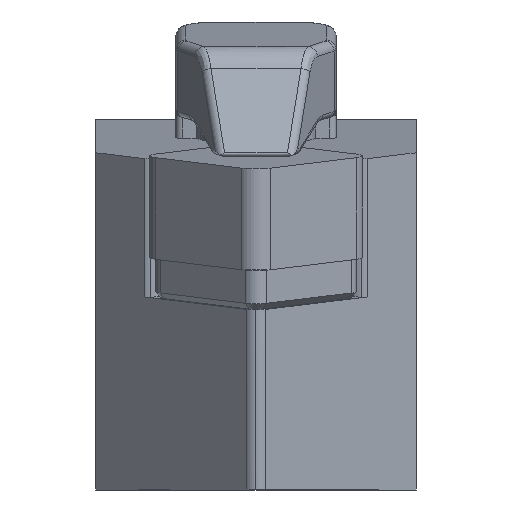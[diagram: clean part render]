
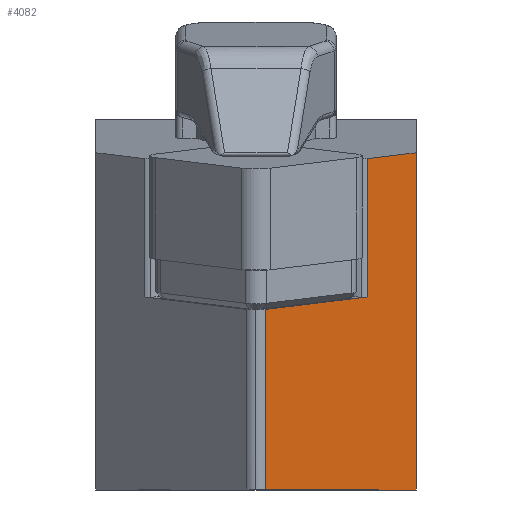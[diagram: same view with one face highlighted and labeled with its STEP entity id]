
A CAD part, left-side view. The second image highlights one B-rep face of the part: STEP entity #4082.
In plain terms, the highlighted planar face has unit normal (-0.702, -0.707, -0.086).
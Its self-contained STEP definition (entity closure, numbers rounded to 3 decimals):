
#21 = VERTEX_POINT ( 'NONE', #5652 ) ;
#277 = DIRECTION ( 'NONE',  ( -0.702, 0.707, -0.086 ) ) ;
#359 = VECTOR ( 'NONE', #277, 1000. ) ;
#395 = CARTESIAN_POINT ( 'NONE',  ( -101.254, 16.691, -15.5 ) ) ;
#437 = VERTEX_POINT ( 'NONE', #6787 ) ;
#491 = ORIENTED_EDGE ( 'NONE', *, *, #6006, .F. ) ;
#736 = VECTOR ( 'NONE', #6627, 1000. ) ;
#826 = EDGE_CURVE ( 'NONE', #7300, #2095, #1171, .T. ) ;
#908 = CARTESIAN_POINT ( 'NONE',  ( -100.261, 13.986, -1.398 ) ) ;
#977 = CARTESIAN_POINT ( 'NONE',  ( -92.315, 5.981, -0.423 ) ) ;
#1171 = LINE ( 'NONE', #2619, #359 ) ;
#1556 = EDGE_CURVE ( 'NONE', #21, #437, #5124, .T. ) ;
#1687 = LINE ( 'NONE', #3102, #736 ) ;
#1905 = VECTOR ( 'NONE', #3354, 1000. ) ;
#2095 = VERTEX_POINT ( 'NONE', #3439 ) ;
#2266 = DIRECTION ( 'NONE',  ( 0.122, 0., -0.993 ) ) ;
#2438 = VECTOR ( 'NONE', #6999, 1000. ) ;
#2608 = VECTOR ( 'NONE', #2266, 1000. ) ;
#2619 = CARTESIAN_POINT ( 'NONE',  ( -102.745, 15.152, 9.258 ) ) ;
#2670 = DIRECTION ( 'NONE',  ( -0.702, 0.707, -0.086 ) ) ;
#2947 = PLANE ( 'NONE',  #5385 ) ;
#3003 = ORIENTED_EDGE ( 'NONE', *, *, #4695, .T. ) ;
#3102 = CARTESIAN_POINT ( 'NONE',  ( -126.892, 13.986, 215.498 ) ) ;
#3354 = DIRECTION ( 'NONE',  ( -0.71, 0.704, 0. ) ) ;
#3439 = CARTESIAN_POINT ( 'NONE',  ( -93.641, 5.981, 10.376 ) ) ;
#3489 = VECTOR ( 'NONE', #2670, 1000. ) ;
#4050 = LINE ( 'NONE', #6973, #2438 ) ;
#4068 = CARTESIAN_POINT ( 'NONE',  ( -89.881, 2.193, 10.838 ) ) ;
#4082 = ADVANCED_FACE ( 'NONE', ( #6926 ), #2947, .F. ) ;
#4204 = LINE ( 'NONE', #6550, #2608 ) ;
#4329 = DIRECTION ( 'NONE',  ( -0.71, 0.704, 0. ) ) ;
#4401 = VERTEX_POINT ( 'NONE', #977 ) ;
#4695 = EDGE_CURVE ( 'NONE', #6401, #437, #1687, .T. ) ;
#4792 = ORIENTED_EDGE ( 'NONE', *, *, #1556, .F. ) ;
#4903 = CARTESIAN_POINT ( 'NONE',  ( -126.892, 13.986, 215.498 ) ) ;
#4932 = DIRECTION ( 'NONE',  ( 0.702, 0.707, 0.086 ) ) ;
#5124 = LINE ( 'NONE', #395, #1905 ) ;
#5249 = ORIENTED_EDGE ( 'NONE', *, *, #6862, .T. ) ;
#5385 = AXIS2_PLACEMENT_3D ( 'NONE', #4903, #4932, #4329 ) ;
#5652 = CARTESIAN_POINT ( 'NONE',  ( -86.648, 2.193, -15.5 ) ) ;
#5669 = LINE ( 'NONE', #6827, #3489 ) ;
#5772 = EDGE_CURVE ( 'NONE', #4401, #6401, #5669, .T. ) ;
#5956 = ORIENTED_EDGE ( 'NONE', *, *, #5772, .T. ) ;
#6006 = EDGE_CURVE ( 'NONE', #7300, #21, #4204, .T. ) ;
#6070 = ORIENTED_EDGE ( 'NONE', *, *, #826, .T. ) ;
#6401 = VERTEX_POINT ( 'NONE', #908 ) ;
#6550 = CARTESIAN_POINT ( 'NONE',  ( -115.187, 2.193, 216.936 ) ) ;
#6627 = DIRECTION ( 'NONE',  ( 0.122, 0., -0.993 ) ) ;
#6787 = CARTESIAN_POINT ( 'NONE',  ( -98.529, 13.986, -15.5 ) ) ;
#6827 = CARTESIAN_POINT ( 'NONE',  ( -100.261, 13.986, -1.398 ) ) ;
#6862 = EDGE_CURVE ( 'NONE', #2095, #4401, #4050, .T. ) ;
#6926 = FACE_OUTER_BOUND ( 'NONE', #7769, .T. ) ;
#6973 = CARTESIAN_POINT ( 'NONE',  ( -94.404, 5.981, 16.585 ) ) ;
#6999 = DIRECTION ( 'NONE',  ( 0.122, 0., -0.993 ) ) ;
#7300 = VERTEX_POINT ( 'NONE', #4068 ) ;
#7769 = EDGE_LOOP ( 'NONE', ( #6070, #5249, #5956, #3003, #4792, #491 ) ) ;
